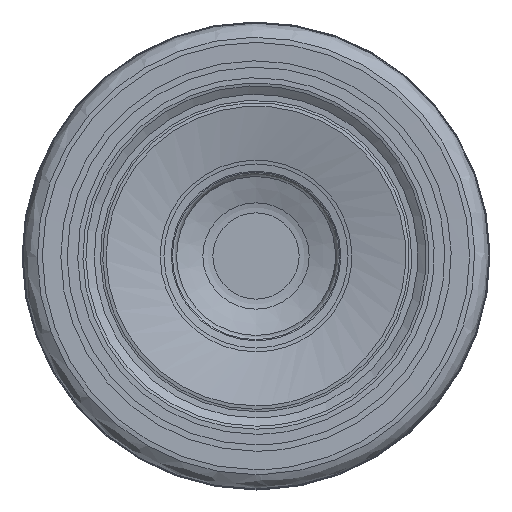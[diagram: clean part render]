
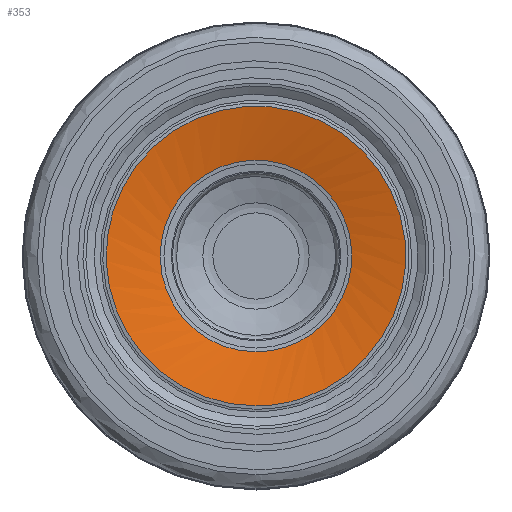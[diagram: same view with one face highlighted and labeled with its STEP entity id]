
A CAD part, left-side view. The second image highlights one B-rep face of the part: STEP entity #353.
In plain terms, the highlighted face is a revolution surface.
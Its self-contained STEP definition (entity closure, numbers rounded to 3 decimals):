
#75=SURFACE_OF_REVOLUTION('',#165,#122);
#122=AXIS1_PLACEMENT('',#1685,#1156);
#165=B_SPLINE_CURVE_WITH_KNOTS('',3,(#1666,#1667,#1668,#1669,#1670,#1671,
#1672,#1673,#1674,#1675,#1676,#1677,#1678,#1679,#1680,#1681,#1682,#1683,
#1684),.UNSPECIFIED.,.F.,.F.,(4,1,1,1,1,1,1,1,1,1,1,1,1,1,1,1,4),(0.,0.016,
0.031,0.063,0.125,0.25,0.375,0.5,0.625,0.688,0.75,0.813,0.875,0.938,
0.969,0.984,1.),.UNSPECIFIED.);
#353=ADVANCED_FACE('',(#466,#467),#75,.T.);
#466=FACE_BOUND('',#586,.T.);
#467=FACE_BOUND('',#587,.T.);
#586=EDGE_LOOP('',(#706));
#587=EDGE_LOOP('',(#707));
#706=ORIENTED_EDGE('',*,*,#837,.F.);
#707=ORIENTED_EDGE('',*,*,#836,.T.);
#776=VERTEX_POINT('',#1651);
#777=VERTEX_POINT('',#1665);
#836=EDGE_CURVE('',#776,#776,#896,.T.);
#837=EDGE_CURVE('',#777,#777,#897,.T.);
#896=CIRCLE('',#971,3.279);
#897=CIRCLE('',#972,5.128);
#971=AXIS2_PLACEMENT_3D('',#1650,#1151,#1152);
#972=AXIS2_PLACEMENT_3D('',#1664,#1154,#1155);
#1151=DIRECTION('',(1.,0.,0.));
#1152=DIRECTION('',(0.,0.,-1.));
#1154=DIRECTION('',(1.,0.,0.));
#1155=DIRECTION('',(0.,0.,-1.));
#1156=DIRECTION('',(1.,0.,0.));
#1650=CARTESIAN_POINT('',(0.694,0.,0.));
#1651=CARTESIAN_POINT('',(0.694,0.,-3.279));
#1664=CARTESIAN_POINT('',(0.238,0.,0.));
#1665=CARTESIAN_POINT('',(0.238,0.,-5.128));
#1666=CARTESIAN_POINT('',(0.694,-2.938,1.455));
#1667=CARTESIAN_POINT('',(0.692,-2.95,1.451));
#1668=CARTESIAN_POINT('',(0.688,-2.973,1.445));
#1669=CARTESIAN_POINT('',(0.679,-3.018,1.432));
#1670=CARTESIAN_POINT('',(0.664,-3.096,1.41));
#1671=CARTESIAN_POINT('',(0.633,-3.251,1.366));
#1672=CARTESIAN_POINT('',(0.583,-3.469,1.304));
#1673=CARTESIAN_POINT('',(0.522,-3.727,1.232));
#1674=CARTESIAN_POINT('',(0.462,-3.988,1.159));
#1675=CARTESIAN_POINT('',(0.413,-4.208,1.097));
#1676=CARTESIAN_POINT('',(0.375,-4.383,1.048));
#1677=CARTESIAN_POINT('',(0.346,-4.515,1.011));
#1678=CARTESIAN_POINT('',(0.317,-4.648,0.973));
#1679=CARTESIAN_POINT('',(0.291,-4.782,0.935));
#1680=CARTESIAN_POINT('',(0.267,-4.895,0.903));
#1681=CARTESIAN_POINT('',(0.253,-4.976,0.88));
#1682=CARTESIAN_POINT('',(0.248,-5.002,0.873));
#1683=CARTESIAN_POINT('',(0.243,-5.029,0.865));
#1684=CARTESIAN_POINT('',(0.238,-5.056,0.857));
#1685=CARTESIAN_POINT('',(0.,0.,0.));
